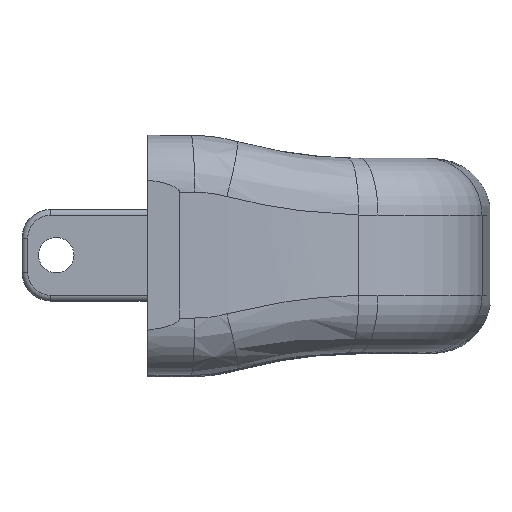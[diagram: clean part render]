
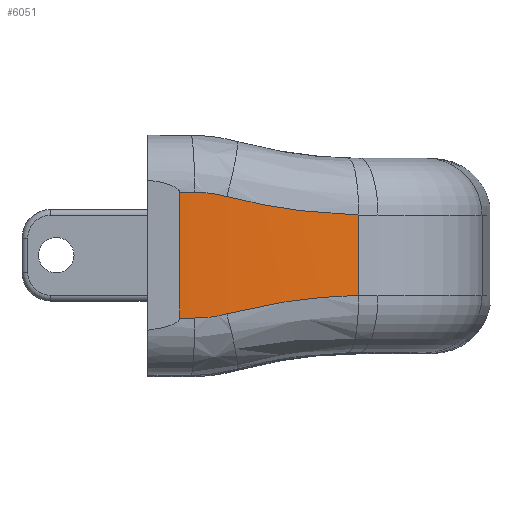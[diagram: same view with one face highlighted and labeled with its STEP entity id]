
A CAD part, top view. The second image highlights one B-rep face of the part: STEP entity #6051.
In plain terms, the highlighted cylindrical face has radius 200 mm (diameter 400 mm), a partial arc.
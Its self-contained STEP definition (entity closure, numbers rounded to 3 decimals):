
#64 = DIRECTION ( 'NONE',  ( 0., 0., -1. ) ) ;
#71 = CARTESIAN_POINT ( 'NONE',  ( 83.502, 17.615, 9.27 ) ) ;
#155 = DIRECTION ( 'NONE',  ( 0., 0., -1. ) ) ;
#198 = ORIENTED_EDGE ( 'NONE', *, *, #5621, .F. ) ;
#525 = CARTESIAN_POINT ( 'NONE',  ( 84.5, 5.556, 21. ) ) ;
#573 = EDGE_LOOP ( 'NONE', ( #1537, #922, #5563, #3334, #198, #3326, #4624, #1342 ) ) ;
#710 = CARTESIAN_POINT ( 'NONE',  ( 81.827, 29.108, -7.429 ) ) ;
#779 = CARTESIAN_POINT ( 'NONE',  ( -115.194, -5.5, 11. ) ) ;
#787 = CARTESIAN_POINT ( 'NONE',  ( 83.021, 21.437, 8.506 ) ) ;
#828 = CARTESIAN_POINT ( 'NONE',  ( 83.871, 13.81, -10.273 ) ) ;
#866 = CARTESIAN_POINT ( 'NONE',  ( 80.277, 36.819, 21. ) ) ;
#922 = ORIENTED_EDGE ( 'NONE', *, *, #4357, .T. ) ;
#935 = EDGE_CURVE ( 'NONE', #4228, #3523, #4639, .T. ) ;
#989 = VECTOR ( 'NONE', #155, 1000. ) ;
#1054 = CARTESIAN_POINT ( 'NONE',  ( 80.277, 36.819, 7.027 ) ) ;
#1135 = DIRECTION ( 'NONE',  ( -1., 0., 0. ) ) ;
#1251 = LINE ( 'NONE', #525, #4101 ) ;
#1342 = ORIENTED_EDGE ( 'NONE', *, *, #2023, .T. ) ;
#1439 = CARTESIAN_POINT ( 'NONE',  ( 83.021, 21.437, -8.506 ) ) ;
#1532 = CARTESIAN_POINT ( 'NONE',  ( 81.827, 29.108, 7.429 ) ) ;
#1537 = ORIENTED_EDGE ( 'NONE', *, *, #2885, .T. ) ;
#1627 = LINE ( 'NONE', #866, #989 ) ;
#1755 = VERTEX_POINT ( 'NONE', #1952 ) ;
#1782 = VERTEX_POINT ( 'NONE', #4369 ) ;
#1878 = DIRECTION ( 'NONE',  ( 0., 0., 1. ) ) ;
#1952 = CARTESIAN_POINT ( 'NONE',  ( 84.5, 5.556, -11. ) ) ;
#2000 = CARTESIAN_POINT ( 'NONE',  ( 83.871, 13.81, -10.273 ) ) ;
#2023 = EDGE_CURVE ( 'NONE', #6420, #1782, #5944, .T. ) ;
#2185 = CARTESIAN_POINT ( 'NONE',  ( 83.502, 17.615, -9.27 ) ) ;
#2264 = CARTESIAN_POINT ( 'NONE',  ( 81.113, 32.957, 7.116 ) ) ;
#2377 = VERTEX_POINT ( 'NONE', #5932 ) ;
#2508 = VERTEX_POINT ( 'NONE', #5793 ) ;
#2593 = CARTESIAN_POINT ( 'NONE',  ( -115.194, -5.5, -11. ) ) ;
#2731 = CARTESIAN_POINT ( 'NONE',  ( 84.05, 11.968, -10.758 ) ) ;
#2885 = EDGE_CURVE ( 'NONE', #1782, #1755, #1251, .T. ) ;
#2907 = CARTESIAN_POINT ( 'NONE',  ( 83.871, 13.81, -10.273 ) ) ;
#2987 = CARTESIAN_POINT ( 'NONE',  ( 80.277, 36.819, 7.027 ) ) ;
#3075 = CARTESIAN_POINT ( 'NONE',  ( 80.277, 36.819, -7.027 ) ) ;
#3209 = B_SPLINE_CURVE_WITH_KNOTS ( 'NONE', 3,
 ( #5705, #4991, #4251, #3517 ),
 .UNSPECIFIED., .F., .F.,
 ( 4, 4 ),
 ( 0., 0.006 ),
 .UNSPECIFIED. ) ;
#3326 = ORIENTED_EDGE ( 'NONE', *, *, #4412, .T. ) ;
#3334 = ORIENTED_EDGE ( 'NONE', *, *, #935, .T. ) ;
#3347 = CIRCLE ( 'NONE', #3608, 200. ) ;
#3460 = CARTESIAN_POINT ( 'NONE',  ( 84.206, 10.093, -11. ) ) ;
#3517 = CARTESIAN_POINT ( 'NONE',  ( 84.337, 8.184, 11. ) ) ;
#3523 = VERTEX_POINT ( 'NONE', #3075 ) ;
#3608 = AXIS2_PLACEMENT_3D ( 'NONE', #2593, #1878, #1135 ) ;
#3627 = EDGE_CURVE ( 'NONE', #2377, #6420, #3209, .T. ) ;
#3863 = AXIS2_PLACEMENT_3D ( 'NONE', #5327, #4602, #3870 ) ;
#3870 = DIRECTION ( 'NONE',  ( -1., 0., 0. ) ) ;
#4101 = VECTOR ( 'NONE', #6888, 1000. ) ;
#4187 = CARTESIAN_POINT ( 'NONE',  ( 84.337, 8.184, -11. ) ) ;
#4228 = VERTEX_POINT ( 'NONE', #828 ) ;
#4251 = CARTESIAN_POINT ( 'NONE',  ( 84.206, 10.093, 11. ) ) ;
#4357 = EDGE_CURVE ( 'NONE', #1755, #2508, #3347, .T. ) ;
#4369 = CARTESIAN_POINT ( 'NONE',  ( 84.5, 5.556, 11. ) ) ;
#4394 = AXIS2_PLACEMENT_3D ( 'NONE', #779, #64, #6445 ) ;
#4412 = EDGE_CURVE ( 'NONE', #4534, #2377, #6010, .T. ) ;
#4418 = FACE_OUTER_BOUND ( 'NONE', #573, .T. ) ;
#4534 = VERTEX_POINT ( 'NONE', #1054 ) ;
#4602 = DIRECTION ( 'NONE',  ( 0., 0., -1. ) ) ;
#4624 = ORIENTED_EDGE ( 'NONE', *, *, #3627, .T. ) ;
#4639 = B_SPLINE_CURVE_WITH_KNOTS ( 'NONE', 3,
 ( #2907, #2185, #1439, #710, #7087, #6359 ),
 .UNSPECIFIED., .F., .F.,
 ( 4, 2, 4 ),
 ( 0., 0.012, 0.024 ),
 .UNSPECIFIED. ) ;
#4771 = CYLINDRICAL_SURFACE ( 'NONE', #3863, 200. ) ;
#4991 = CARTESIAN_POINT ( 'NONE',  ( 84.05, 11.968, 10.758 ) ) ;
#5327 = CARTESIAN_POINT ( 'NONE',  ( -115.194, -5.5, 21. ) ) ;
#5563 = ORIENTED_EDGE ( 'NONE', *, *, #5685, .T. ) ;
#5621 = EDGE_CURVE ( 'NONE', #4534, #3523, #1627, .T. ) ;
#5685 = EDGE_CURVE ( 'NONE', #2508, #4228, #6643, .T. ) ;
#5705 = CARTESIAN_POINT ( 'NONE',  ( 83.871, 13.81, 10.273 ) ) ;
#5793 = CARTESIAN_POINT ( 'NONE',  ( 84.337, 8.184, -11. ) ) ;
#5932 = CARTESIAN_POINT ( 'NONE',  ( 83.871, 13.81, 10.273 ) ) ;
#5944 = CIRCLE ( 'NONE', #4394, 200. ) ;
#6010 = B_SPLINE_CURVE_WITH_KNOTS ( 'NONE', 3,
 ( #2987, #2264, #1532, #787, #71, #6452 ),
 .UNSPECIFIED., .F., .F.,
 ( 4, 2, 4 ),
 ( 0., 0.012, 0.024 ),
 .UNSPECIFIED. ) ;
#6051 = ADVANCED_FACE ( 'NONE', ( #4418 ), #4771, .T. ) ;
#6135 = CARTESIAN_POINT ( 'NONE',  ( 84.337, 8.184, 11. ) ) ;
#6359 = CARTESIAN_POINT ( 'NONE',  ( 80.277, 36.819, -7.027 ) ) ;
#6420 = VERTEX_POINT ( 'NONE', #6135 ) ;
#6445 = DIRECTION ( 'NONE',  ( -1., 0., 0. ) ) ;
#6452 = CARTESIAN_POINT ( 'NONE',  ( 83.871, 13.81, 10.273 ) ) ;
#6643 = B_SPLINE_CURVE_WITH_KNOTS ( 'NONE', 3,
 ( #4187, #3460, #2731, #2000 ),
 .UNSPECIFIED., .F., .F.,
 ( 4, 4 ),
 ( 0., 0.006 ),
 .UNSPECIFIED. ) ;
#6888 = DIRECTION ( 'NONE',  ( 0., 0., -1. ) ) ;
#7087 = CARTESIAN_POINT ( 'NONE',  ( 81.113, 32.957, -7.116 ) ) ;
